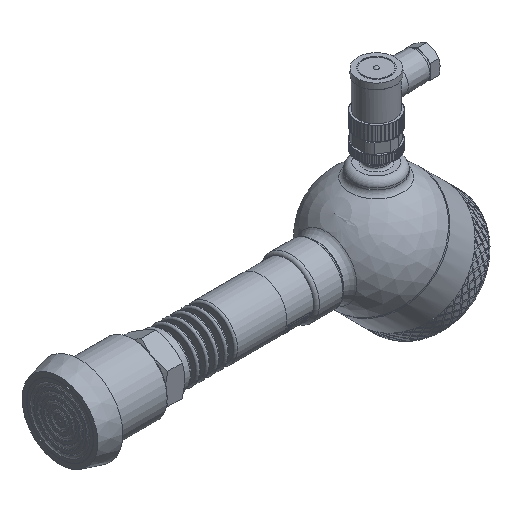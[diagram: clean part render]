
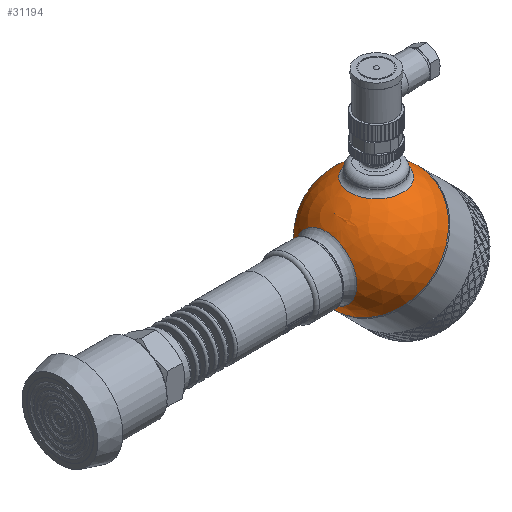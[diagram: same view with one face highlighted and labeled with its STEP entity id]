
A CAD part, isometric view. The second image highlights one B-rep face of the part: STEP entity #31194.
In plain terms, the highlighted spherical face has radius 30 mm.
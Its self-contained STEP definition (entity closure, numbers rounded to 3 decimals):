
#49=SPHERICAL_SURFACE('',#32697,30.);
#1335=FACE_BOUND('',#5454,.T.);
#1336=FACE_BOUND('',#5455,.T.);
#3320=FACE_OUTER_BOUND('',#5453,.T.);
#5453=EDGE_LOOP('',(#27373,#27374,#27375,#27376));
#5454=EDGE_LOOP('',(#27377));
#5455=EDGE_LOOP('',(#27378));
#6271=CIRCLE('',#32694,15.643);
#6274=CIRCLE('',#32698,30.);
#6275=CIRCLE('',#32699,30.);
#6276=CIRCLE('',#32700,30.);
#6277=CIRCLE('',#32701,13.5);
#14193=VERTEX_POINT('',#77534);
#14195=VERTEX_POINT('',#77540);
#14196=VERTEX_POINT('',#77541);
#14197=VERTEX_POINT('',#77543);
#14198=VERTEX_POINT('',#77546);
#18680=EDGE_CURVE('',#14193,#14193,#6271,.T.);
#18683=EDGE_CURVE('',#14195,#14196,#6274,.T.);
#18684=EDGE_CURVE('',#14195,#14197,#6275,.T.);
#18685=EDGE_CURVE('',#14196,#14195,#6276,.T.);
#18686=EDGE_CURVE('',#14198,#14198,#6277,.T.);
#27373=ORIENTED_EDGE('',*,*,#18683,.F.);
#27374=ORIENTED_EDGE('',*,*,#18684,.T.);
#27375=ORIENTED_EDGE('',*,*,#18684,.F.);
#27376=ORIENTED_EDGE('',*,*,#18685,.F.);
#27377=ORIENTED_EDGE('',*,*,#18680,.F.);
#27378=ORIENTED_EDGE('',*,*,#18686,.F.);
#31194=ADVANCED_FACE('',(#3320,#1335,#1336),#49,.T.);
#32694=AXIS2_PLACEMENT_3D('',#77535,#36449,#36450);
#32697=AXIS2_PLACEMENT_3D('',#77539,#36455,#36456);
#32698=AXIS2_PLACEMENT_3D('',#77542,#36457,#36458);
#32699=AXIS2_PLACEMENT_3D('',#77544,#36459,#36460);
#32700=AXIS2_PLACEMENT_3D('',#77545,#36461,#36462);
#32701=AXIS2_PLACEMENT_3D('',#77547,#36463,#36464);
#36449=DIRECTION('center_axis',(-0.707,0.,0.707));
#36450=DIRECTION('ref_axis',(0.707,0.,0.707));
#36455=DIRECTION('center_axis',(1.,0.,0.));
#36456=DIRECTION('ref_axis',(0.,-1.,0.));
#36457=DIRECTION('center_axis',(1.,0.,0.));
#36458=DIRECTION('ref_axis',(0.,1.,0.));
#36459=DIRECTION('center_axis',(0.,0.,1.));
#36460=DIRECTION('ref_axis',(0.,1.,0.));
#36461=DIRECTION('center_axis',(1.,0.,0.));
#36462=DIRECTION('ref_axis',(0.,1.,0.));
#36463=DIRECTION('center_axis',(-0.707,0.,-0.707));
#36464=DIRECTION('ref_axis',(-0.707,0.,0.707));
#77534=CARTESIAN_POINT('',(-29.162,0.,7.04));
#77535=CARTESIAN_POINT('Origin',(-18.101,0.,18.101));
#77539=CARTESIAN_POINT('Origin',(0.,0.,0.));
#77540=CARTESIAN_POINT('',(0.,30.,0.));
#77541=CARTESIAN_POINT('',(0.,-30.,0.));
#77542=CARTESIAN_POINT('Origin',(0.,0.,0.));
#77543=CARTESIAN_POINT('',(-30.,0.,0.));
#77544=CARTESIAN_POINT('Origin',(0.,0.,0.));
#77545=CARTESIAN_POINT('Origin',(0.,0.,0.));
#77546=CARTESIAN_POINT('',(-9.398,0.,-28.49));
#77547=CARTESIAN_POINT('Origin',(-18.944,0.,-18.944));
